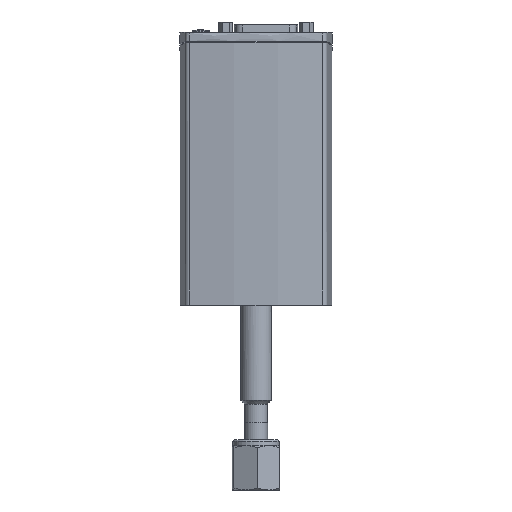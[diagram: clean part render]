
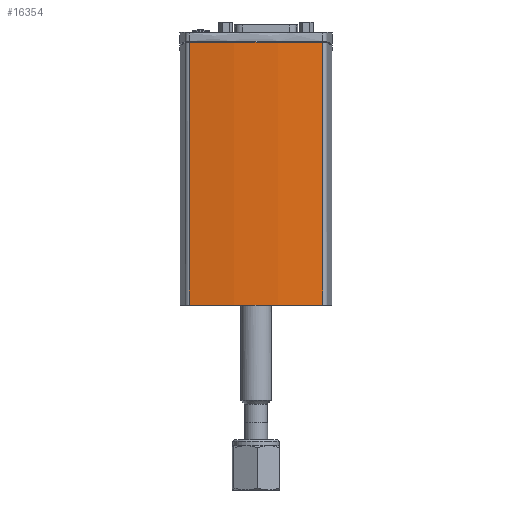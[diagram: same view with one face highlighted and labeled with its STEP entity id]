
A CAD part, left-side view. The second image highlights one B-rep face of the part: STEP entity #16354.
In plain terms, the highlighted cylindrical face has radius 170 mm (diameter 340 mm), a partial arc.
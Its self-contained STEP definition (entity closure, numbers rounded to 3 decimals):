
#357=B_SPLINE_CURVE_WITH_KNOTS('',3,(#33872,#33873,#33874,#33875,#33876,
#33877),.UNSPECIFIED.,.F.,.F.,(4,2,4),(-33.268,-30.558,
-27.847),.UNSPECIFIED.);
#1672=FACE_OUTER_BOUND('',#2654,.T.);
#2654=EDGE_LOOP('',(#12607,#12608,#12609,#12610));
#3807=LINE('',#33879,#4954);
#3808=LINE('',#33882,#4955);
#4954=VECTOR('',#21047,108.186);
#4955=VECTOR('',#21050,108.186);
#5841=CIRCLE('',#17710,170.);
#7033=VERTEX_POINT('',#33870);
#7034=VERTEX_POINT('',#33871);
#7035=VERTEX_POINT('',#33878);
#7036=VERTEX_POINT('',#33880);
#8982=EDGE_CURVE('',#7033,#7034,#357,.F.);
#8983=EDGE_CURVE('',#7035,#7034,#3807,.T.);
#8984=EDGE_CURVE('',#7036,#7035,#5841,.T.);
#8985=EDGE_CURVE('',#7036,#7033,#3808,.T.);
#12607=ORIENTED_EDGE('',*,*,#8982,.T.);
#12608=ORIENTED_EDGE('',*,*,#8983,.F.);
#12609=ORIENTED_EDGE('',*,*,#8984,.F.);
#12610=ORIENTED_EDGE('',*,*,#8985,.T.);
#14777=CYLINDRICAL_SURFACE('',#17709,170.);
#16354=ADVANCED_FACE('',(#1672),#14777,.T.);
#17709=AXIS2_PLACEMENT_3D('',#33869,#21045,#21046);
#17710=AXIS2_PLACEMENT_3D('',#33881,#21048,#21049);
#21045=DIRECTION('center_axis',(0.,0.,
1.));
#21046=DIRECTION('ref_axis',(-1.,0.,0.));
#21047=DIRECTION('',(0.,0.,1.));
#21048=DIRECTION('center_axis',(0.,0.,
-1.));
#21049=DIRECTION('ref_axis',(1.,0.,0.));
#21050=DIRECTION('',(0.,0.,1.));
#33869=CARTESIAN_POINT('Origin',(138.5,0.,
9.));
#33870=CARTESIAN_POINT('',(-29.245,-27.596,117.186));
#33871=CARTESIAN_POINT('',(-29.245,27.596,117.186));
#33872=CARTESIAN_POINT('Ctrl Pts',(-29.245,27.596,117.186));
#33873=CARTESIAN_POINT('Ctrl Pts',(-30.771,18.319,117.205));
#33874=CARTESIAN_POINT('Ctrl Pts',(-31.5,9.035,117.2));
#33875=CARTESIAN_POINT('Ctrl Pts',(-31.5,-9.035,
117.2));
#33876=CARTESIAN_POINT('Ctrl Pts',(-30.771,-18.319,117.205));
#33877=CARTESIAN_POINT('Ctrl Pts',(-29.245,-27.596,
117.186));
#33878=CARTESIAN_POINT('',(-29.245,27.596,9.));
#33879=CARTESIAN_POINT('',(-29.245,27.596,9.));
#33880=CARTESIAN_POINT('',(-29.245,-27.596,9.));
#33881=CARTESIAN_POINT('Origin',(138.5,0.,
9.));
#33882=CARTESIAN_POINT('',(-29.245,-27.596,9.));
